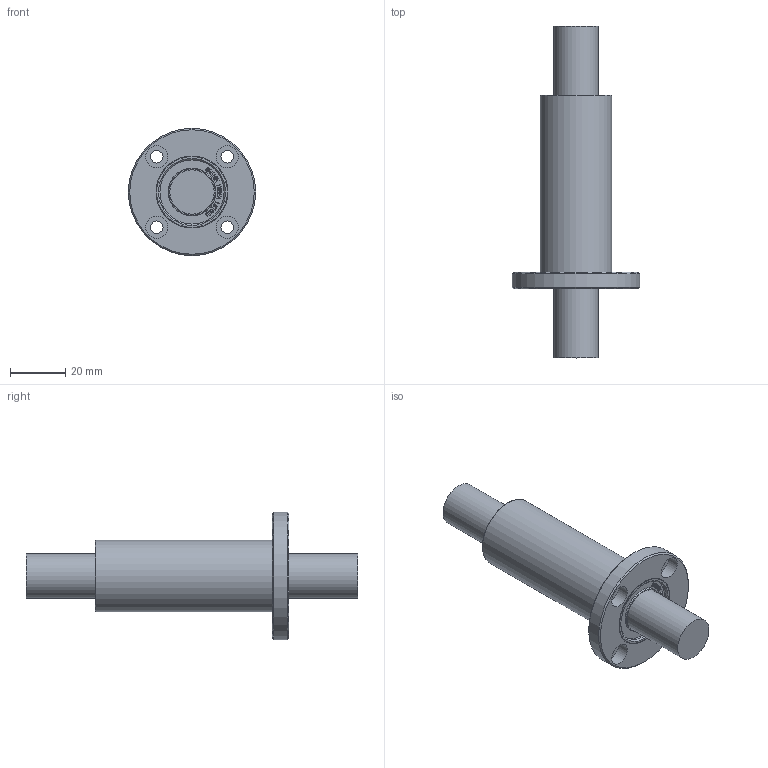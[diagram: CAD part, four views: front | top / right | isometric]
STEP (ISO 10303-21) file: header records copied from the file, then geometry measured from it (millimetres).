
FILE_DESCRIPTION((''),'2;1');
FILE_NAME('LMEF16UU.stp','2013-02-05T19:21:07',('user2'),(''),'Autodesk Inventor 2012','Autodesk Inventor 2012','');
FILE_SCHEMA(('AUTOMOTIVE_DESIGN { 1 0 10303 214 1 1 1 1 }'));
Length unit declared in the file: millimetre
Products named in the file (1): LMEF16UU
Bounding box: 46 x 120 x 46 mm (x, y, z)
Volume: 52412.8 mm3; surface area: 12557.4 mm2
Topology: 1 solids, 1 shells, 837 faces, 2333 edges, 1554 vertices
Faces by surface type: bspline 588, plane 226, cylinder 15, cone 6, torus 2
Full cylindrical faces by diameter (mm): 4.5 x4, 8 x4, 16 x2, 23.2 x2, 26 x2, 46 x1
Entity records: 28177 total; most frequent: CARTESIAN_POINT 9990, ORIENTED_EDGE 4616, EDGE_CURVE 2308, DIRECTION 1672, VERTEX_POINT 1552, QUASI_UNIFORM_CURVE 1176, VECTOR 1092, LINE 1092
